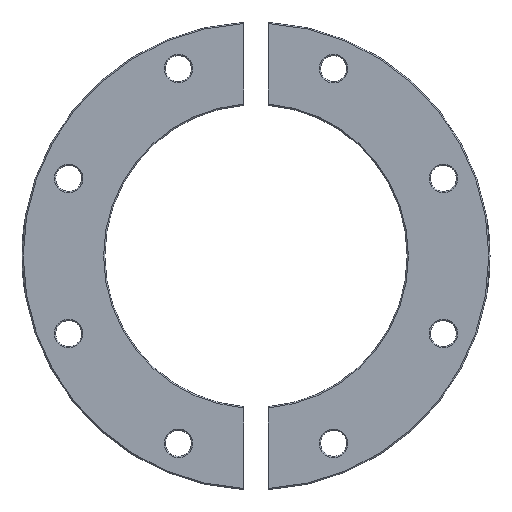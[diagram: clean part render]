
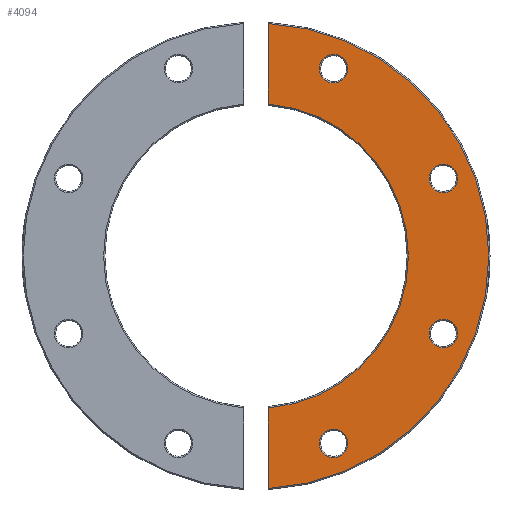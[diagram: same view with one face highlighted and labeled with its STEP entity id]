
A CAD part, front view. The second image highlights one B-rep face of the part: STEP entity #4094.
In plain terms, the highlighted planar face has unit normal (0, -1, 0).
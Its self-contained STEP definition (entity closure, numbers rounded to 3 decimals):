
#35=FACE_BOUND('',#911,.T.);
#36=FACE_BOUND('',#912,.T.);
#37=FACE_BOUND('',#913,.T.);
#38=FACE_BOUND('',#914,.T.);
#449=CIRCLE('',#4338,31.);
#450=CIRCLE('',#4340,47.35);
#451=CIRCLE('',#4341,2.9);
#452=CIRCLE('',#4342,2.9);
#453=CIRCLE('',#4343,2.9);
#454=CIRCLE('',#4344,2.9);
#670=FACE_OUTER_BOUND('',#910,.T.);
#910=EDGE_LOOP('',(#3218,#3219,#3220,#3221));
#911=EDGE_LOOP('',(#3222));
#912=EDGE_LOOP('',(#3223));
#913=EDGE_LOOP('',(#3224));
#914=EDGE_LOOP('',(#3225));
#1071=LINE('',#5316,#1349);
#1082=LINE('',#5347,#1360);
#1349=VECTOR('',#4513,10.);
#1360=VECTOR('',#4526,10.);
#1626=VERTEX_POINT('',#5312);
#1628=VERTEX_POINT('',#5315);
#1640=VERTEX_POINT('',#5344);
#1641=VERTEX_POINT('',#5346);
#1814=VERTEX_POINT('',#7490);
#1815=VERTEX_POINT('',#7492);
#1816=VERTEX_POINT('',#7494);
#1817=VERTEX_POINT('',#7496);
#2043=EDGE_CURVE('',#1628,#1626,#1071,.T.);
#2056=EDGE_CURVE('',#1641,#1640,#1082,.T.);
#2321=EDGE_CURVE('',#1628,#1640,#449,.T.);
#2322=EDGE_CURVE('',#1641,#1626,#450,.T.);
#2323=EDGE_CURVE('',#1814,#1814,#451,.T.);
#2324=EDGE_CURVE('',#1815,#1815,#452,.T.);
#2325=EDGE_CURVE('',#1816,#1816,#453,.T.);
#2326=EDGE_CURVE('',#1817,#1817,#454,.T.);
#3218=ORIENTED_EDGE('',*,*,#2043,.T.);
#3219=ORIENTED_EDGE('',*,*,#2322,.F.);
#3220=ORIENTED_EDGE('',*,*,#2056,.T.);
#3221=ORIENTED_EDGE('',*,*,#2321,.F.);
#3222=ORIENTED_EDGE('',*,*,#2323,.F.);
#3223=ORIENTED_EDGE('',*,*,#2324,.F.);
#3224=ORIENTED_EDGE('',*,*,#2325,.F.);
#3225=ORIENTED_EDGE('',*,*,#2326,.F.);
#3958=PLANE('',#4339);
#4094=ADVANCED_FACE('',(#670,#35,#36,#37,#38),#3958,.T.);
#4338=AXIS2_PLACEMENT_3D('',#7487,#4819,#4820);
#4339=AXIS2_PLACEMENT_3D('',#7488,#4821,#4822);
#4340=AXIS2_PLACEMENT_3D('',#7489,#4823,#4824);
#4341=AXIS2_PLACEMENT_3D('',#7491,#4825,#4826);
#4342=AXIS2_PLACEMENT_3D('',#7493,#4827,#4828);
#4343=AXIS2_PLACEMENT_3D('',#7495,#4829,#4830);
#4344=AXIS2_PLACEMENT_3D('',#7497,#4831,#4832);
#4513=DIRECTION('',(0.,0.,-1.));
#4526=DIRECTION('',(0.,0.,-1.));
#4819=DIRECTION('center_axis',(0.,-1.,0.));
#4820=DIRECTION('ref_axis',(1.,0.,0.));
#4821=DIRECTION('center_axis',(0.,-1.,0.));
#4822=DIRECTION('ref_axis',(0.,0.,-1.));
#4823=DIRECTION('center_axis',(0.,1.,0.));
#4824=DIRECTION('ref_axis',(1.,0.,0.));
#4825=DIRECTION('center_axis',(0.,-1.,0.));
#4826=DIRECTION('ref_axis',(0.,0.,1.));
#4827=DIRECTION('center_axis',(0.,-1.,0.));
#4828=DIRECTION('ref_axis',(1.,0.,0.));
#4829=DIRECTION('center_axis',(0.,-1.,0.));
#4830=DIRECTION('ref_axis',(0.707,0.,-0.707));
#4831=DIRECTION('center_axis',(0.,-1.,0.));
#4832=DIRECTION('ref_axis',(0.707,0.,0.707));
#5312=CARTESIAN_POINT('',(2.5,0.,-47.284));
#5315=CARTESIAN_POINT('',(2.5,0.,-30.899));
#5316=CARTESIAN_POINT('',(2.5,0.,26.028));
#5344=CARTESIAN_POINT('',(2.5,0.,30.899));
#5346=CARTESIAN_POINT('',(2.5,0.,47.284));
#5347=CARTESIAN_POINT('',(2.5,0.,26.028));
#7487=CARTESIAN_POINT('Origin',(0.,0.,0.));
#7488=CARTESIAN_POINT('Origin',(-47.6,0.,0.));
#7489=CARTESIAN_POINT('Origin',(0.,0.,0.));
#7490=CARTESIAN_POINT('',(15.786,0.,35.21));
#7491=CARTESIAN_POINT('Origin',(15.786,0.,
38.11));
#7492=CARTESIAN_POINT('',(35.21,0.,-15.786));
#7493=CARTESIAN_POINT('Origin',(38.11,0.,
-15.786));
#7494=CARTESIAN_POINT('',(13.735,0.,-36.059));
#7495=CARTESIAN_POINT('Origin',(15.786,0.,-38.11));
#7496=CARTESIAN_POINT('',(36.059,0.,13.735));
#7497=CARTESIAN_POINT('Origin',(38.11,0.,
15.786));
